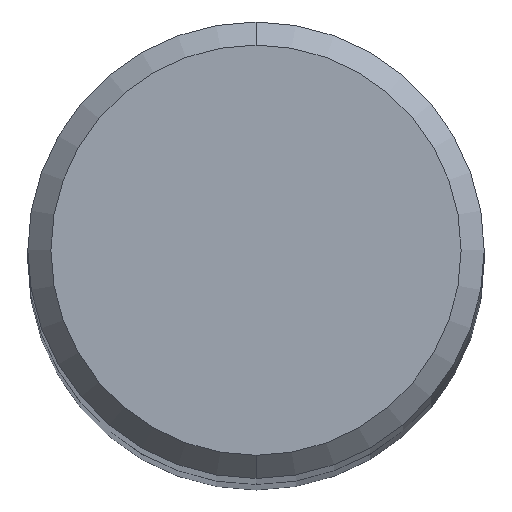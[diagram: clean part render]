
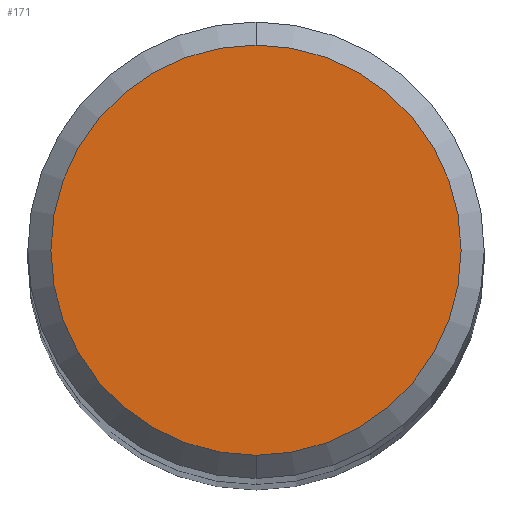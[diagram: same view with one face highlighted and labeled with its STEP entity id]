
A CAD part, top view. The second image highlights one B-rep face of the part: STEP entity #171.
In plain terms, the highlighted planar face has unit normal (0, 0, 1).
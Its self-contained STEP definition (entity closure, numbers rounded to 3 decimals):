
#163=VERTEX_POINT('',#438);
#165=EDGE_CURVE('',#163,#351,#440,.T.);
#171=ADVANCED_FACE('',(#446),#447,.T.);
#301=EDGE_CURVE('',#351,#163,#595,.T.);
#351=VERTEX_POINT('',#648);
#438=CARTESIAN_POINT('',(0.,-3.55,0.0));
#440=CIRCLE('',#761,3.55);
#446=FACE_OUTER_BOUND('',#770,.T.);
#447=PLANE('',#771);
#595=CIRCLE('',#1090,3.55);
#648=CARTESIAN_POINT('',(0.0,3.55,0.0));
#761=AXIS2_PLACEMENT_3D('',#1325,#1326,#1327);
#770=EDGE_LOOP('',(#1333,#1334));
#771=AXIS2_PLACEMENT_3D('',#1335,#1336,#1337);
#1090=AXIS2_PLACEMENT_3D('',#1525,#1526,#1527);
#1325=CARTESIAN_POINT('',(0.0,0.0,0.0));
#1326=DIRECTION('',(0.0,0.0,-1.0));
#1327=DIRECTION('',(0.0,1.0,0.0));
#1333=ORIENTED_EDGE('',*,*,#301,.F.);
#1334=ORIENTED_EDGE('',*,*,#165,.F.);
#1335=CARTESIAN_POINT('',(0.0,1.775,0.0));
#1336=DIRECTION('',(-0.0,0.0,1.0));
#1337=DIRECTION('',(0.0,-1.0,0.0));
#1525=CARTESIAN_POINT('',(0.0,0.0,0.0));
#1526=DIRECTION('',(0.0,0.0,-1.0));
#1527=DIRECTION('',(0.0,1.0,0.0));
